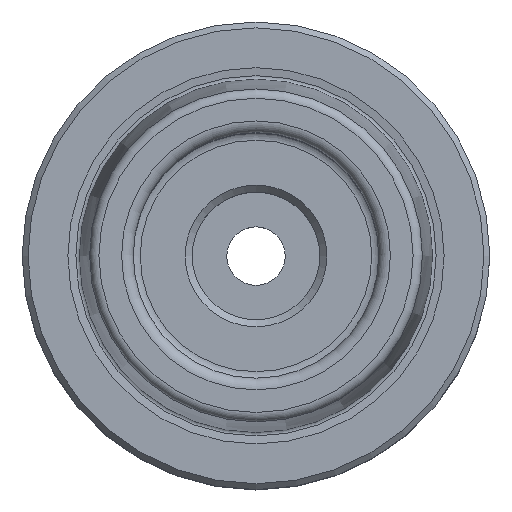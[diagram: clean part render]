
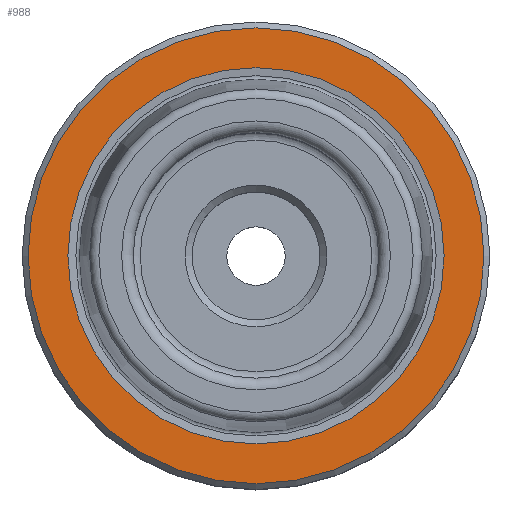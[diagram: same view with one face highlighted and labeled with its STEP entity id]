
A CAD part, top view. The second image highlights one B-rep face of the part: STEP entity #988.
In plain terms, the highlighted planar face has unit normal (0, 0, 1).
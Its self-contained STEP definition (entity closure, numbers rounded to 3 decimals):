
#56=PLANE('',#1081);
#121=ORIENTED_EDGE('',*,*,#204,.T.);
#122=ORIENTED_EDGE('',*,*,#203,.F.);
#203=EDGE_CURVE('',#258,#258,#313,.T.);
#204=EDGE_CURVE('',#259,#259,#314,.T.);
#258=VERTEX_POINT('',#1446);
#259=VERTEX_POINT('',#1449);
#313=CIRCLE('',#1080,16.094);
#314=CIRCLE('',#1082,19.5);
#396=EDGE_LOOP('',(#121));
#397=EDGE_LOOP('',(#122));
#506=FACE_BOUND('',#396,.T.);
#507=FACE_BOUND('',#397,.T.);
#988=ADVANCED_FACE('',(#506,#507),#56,.T.);
#1080=AXIS2_PLACEMENT_3D('',#1445,#1254,#1255);
#1081=AXIS2_PLACEMENT_3D('',#1447,#1256,#1257);
#1082=AXIS2_PLACEMENT_3D('',#1448,#1258,#1259);
#1254=DIRECTION('',(0.,0.,1.));
#1255=DIRECTION('',(1.,0.,0.));
#1256=DIRECTION('',(0.,0.,1.));
#1257=DIRECTION('',(1.,0.,0.));
#1258=DIRECTION('',(0.,0.,1.));
#1259=DIRECTION('',(1.,0.,0.));
#1445=CARTESIAN_POINT('',(0.,0.,0.));
#1446=CARTESIAN_POINT('',(16.094,0.,0.));
#1447=CARTESIAN_POINT('',(19.5,0.,0.));
#1448=CARTESIAN_POINT('',(0.,0.,0.));
#1449=CARTESIAN_POINT('',(19.5,0.,0.));
